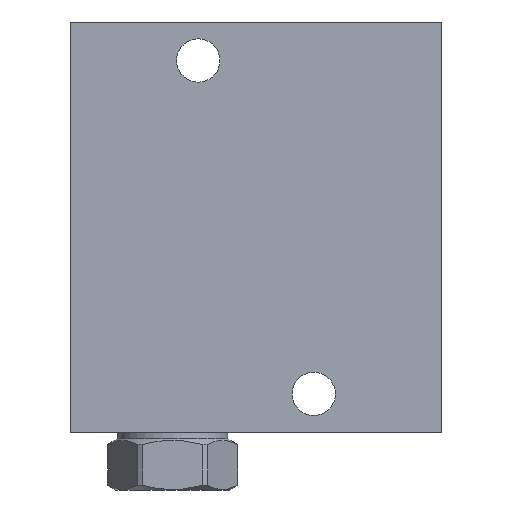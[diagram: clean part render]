
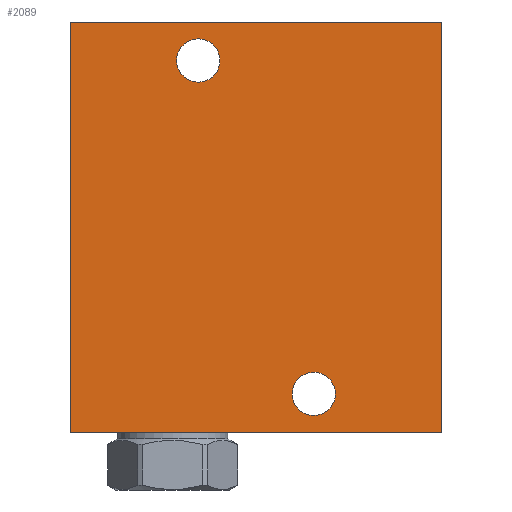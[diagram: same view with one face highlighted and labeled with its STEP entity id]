
A CAD part, front view. The second image highlights one B-rep face of the part: STEP entity #2089.
In plain terms, the highlighted planar face has unit normal (0, -1, 0).
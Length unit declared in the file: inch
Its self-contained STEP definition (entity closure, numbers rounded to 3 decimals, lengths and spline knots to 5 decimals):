
#5=DIRECTION('',(1.,0.,0.));
#6=VECTOR('',#5,3.625);
#7=CARTESIAN_POINT('',(0.,-1.5,0.));
#8=LINE('',#7,#6);
#75=DIRECTION('',(0.,0.,1.));
#76=VECTOR('',#75,4.);
#77=CARTESIAN_POINT('',(3.625,-1.5,0.));
#78=LINE('',#77,#76);
#99=DIRECTION('',(0.,0.,1.));
#100=VECTOR('',#99,4.);
#101=CARTESIAN_POINT('',(0.,-1.5,0.));
#102=LINE('',#101,#100);
#103=CARTESIAN_POINT('',(1.25,-1.5,3.625));
#104=DIRECTION('',(0.,-1.,0.));
#105=DIRECTION('',(-1.,0.,0.));
#106=AXIS2_PLACEMENT_3D('',#103,#104,#105);
#108=CARTESIAN_POINT('',(1.25,-1.5,3.625));
#109=DIRECTION('',(0.,-1.,0.));
#110=DIRECTION('',(1.,0.,0.));
#111=AXIS2_PLACEMENT_3D('',#108,#109,#110);
#113=CARTESIAN_POINT('',(2.375,-1.5,0.375));
#114=DIRECTION('',(0.,-1.,0.));
#115=DIRECTION('',(-1.,0.,0.));
#116=AXIS2_PLACEMENT_3D('',#113,#114,#115);
#118=CARTESIAN_POINT('',(2.375,-1.5,0.375));
#119=DIRECTION('',(0.,-1.,0.));
#120=DIRECTION('',(1.,0.,0.));
#121=AXIS2_PLACEMENT_3D('',#118,#119,#120);
#135=DIRECTION('',(1.,0.,0.));
#136=VECTOR('',#135,3.625);
#137=CARTESIAN_POINT('',(0.,-1.5,4.));
#138=LINE('',#137,#136);
#1711=CARTESIAN_POINT('',(0.,-1.5,0.));
#1713=VERTEX_POINT('',#1711);
#1714=CARTESIAN_POINT('',(3.625,-1.5,0.));
#1715=VERTEX_POINT('',#1714);
#1719=CARTESIAN_POINT('',(0.,-1.5,4.));
#1721=VERTEX_POINT('',#1719);
#1722=CARTESIAN_POINT('',(3.625,-1.5,4.));
#1723=VERTEX_POINT('',#1722);
#1856=CARTESIAN_POINT('',(1.039,-1.5,3.625));
#1857=CARTESIAN_POINT('',(1.461,-1.5,3.625));
#1858=VERTEX_POINT('',#1856);
#1859=VERTEX_POINT('',#1857);
#1864=CARTESIAN_POINT('',(2.164,-1.5,0.375));
#1865=CARTESIAN_POINT('',(2.586,-1.5,0.375));
#1866=VERTEX_POINT('',#1864);
#1867=VERTEX_POINT('',#1865);
#2065=CARTESIAN_POINT('',(0.,-1.5,0.));
#2066=DIRECTION('',(0.,-1.,0.));
#2067=DIRECTION('',(1.,0.,0.));
#2068=AXIS2_PLACEMENT_3D('',#2065,#2066,#2067);
#2069=PLANE('',#2068);
#2070=ORIENTED_EDGE('',*,*,#1971,.F.);
#2071=ORIENTED_EDGE('',*,*,#1996,.T.);
#2073=ORIENTED_EDGE('',*,*,#2072,.T.);
#2074=ORIENTED_EDGE('',*,*,#2045,.F.);
#2075=EDGE_LOOP('',(#2070,#2071,#2073,#2074));
#2076=FACE_OUTER_BOUND('',#2075,.F.);
#2078=ORIENTED_EDGE('',*,*,#2077,.T.);
#2080=ORIENTED_EDGE('',*,*,#2079,.T.);
#2081=EDGE_LOOP('',(#2078,#2080));
#2082=FACE_BOUND('',#2081,.F.);
#2084=ORIENTED_EDGE('',*,*,#2083,.T.);
#2086=ORIENTED_EDGE('',*,*,#2085,.T.);
#2087=EDGE_LOOP('',(#2084,#2086));
#2088=FACE_BOUND('',#2087,.F.);
#2089=ADVANCED_FACE('',(#2076,#2082,#2088),#2069,.T.);
#107=CIRCLE('',#106,0.211);
#112=CIRCLE('',#111,0.211);
#117=CIRCLE('',#116,0.211);
#122=CIRCLE('',#121,0.211);
#1971=EDGE_CURVE('',#1713,#1715,#8,.T.);
#1996=EDGE_CURVE('',#1713,#1721,#102,.T.);
#2045=EDGE_CURVE('',#1715,#1723,#78,.T.);
#2072=EDGE_CURVE('',#1721,#1723,#138,.T.);
#2077=EDGE_CURVE('',#1858,#1859,#107,.T.);
#2079=EDGE_CURVE('',#1859,#1858,#112,.T.);
#2083=EDGE_CURVE('',#1866,#1867,#117,.T.);
#2085=EDGE_CURVE('',#1867,#1866,#122,.T.);
